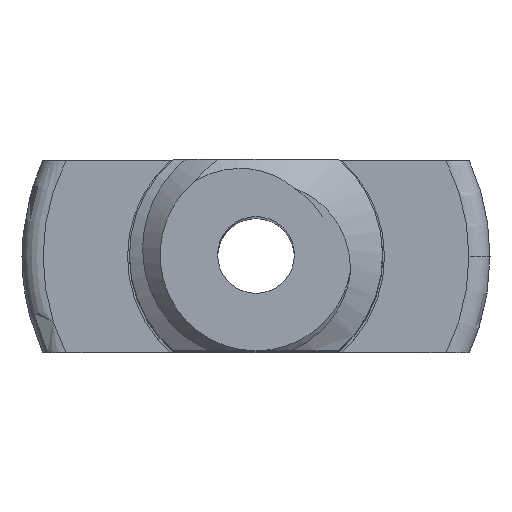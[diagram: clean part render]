
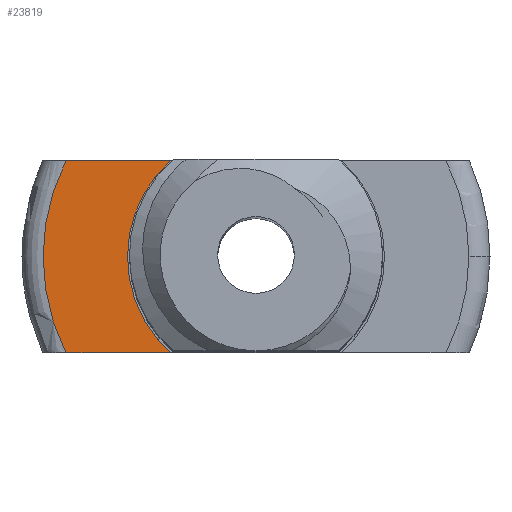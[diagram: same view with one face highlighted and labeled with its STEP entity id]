
A CAD part, top view. The second image highlights one B-rep face of the part: STEP entity #23819.
In plain terms, the highlighted planar face has unit normal (0, 0, 1).
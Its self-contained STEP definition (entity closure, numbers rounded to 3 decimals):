
#5492 = PLANE('',#5493);
#5493 = AXIS2_PLACEMENT_3D('',#5494,#5495,#5496);
#5494 = CARTESIAN_POINT('',(12.5,-2.5,44.286));
#5495 = DIRECTION('',(0.,1.,0.));
#5496 = DIRECTION('',(-1.,0.,0.));
#6281 = PLANE('',#6282);
#6282 = AXIS2_PLACEMENT_3D('',#6283,#6284,#6285);
#6283 = CARTESIAN_POINT('',(-12.5,2.5,44.286));
#6284 = DIRECTION('',(0.,-1.,0.));
#6285 = DIRECTION('',(1.,0.,0.));
#8705 = VERTEX_POINT('',#8706);
#8706 = CARTESIAN_POINT('',(-4.955,-2.5,0.));
#8758 = TOROIDAL_SURFACE('',#8759,5.55,0.55);
#8759 = AXIS2_PLACEMENT_3D('',#8760,#8761,#8762);
#8760 = CARTESIAN_POINT('',(0.,0.,-0.55)
  );
#8761 = DIRECTION('',(0.,0.,1.));
#8762 = DIRECTION('',(1.,0.,0.));
#8789 = EDGE_CURVE('',#8790,#8705,#8792,.T.);
#8790 = VERTEX_POINT('',#8791);
#8791 = CARTESIAN_POINT('',(-2.23,-2.5,0.));
#8792 = SURFACE_CURVE('',#8793,(#8797,#8804),.PCURVE_S1.);
#8793 = LINE('',#8794,#8795);
#8794 = CARTESIAN_POINT('',(6.25,-2.5,0.));
#8795 = VECTOR('',#8796,1.);
#8796 = DIRECTION('',(-1.,0.,0.));
#8797 = PCURVE('',#5492,#8798);
#8798 = DEFINITIONAL_REPRESENTATION('',(#8799),#8803);
#8799 = LINE('',#8800,#8801);
#8800 = CARTESIAN_POINT('',(6.25,-44.286));
#8801 = VECTOR('',#8802,1.);
#8802 = DIRECTION('',(1.,0.));
#8803 = ( GEOMETRIC_REPRESENTATION_CONTEXT(2) 
PARAMETRIC_REPRESENTATION_CONTEXT() REPRESENTATION_CONTEXT('2D SPACE',''
  ) );
#8804 = PCURVE('',#8805,#8810);
#8805 = PLANE('',#8806);
#8806 = AXIS2_PLACEMENT_3D('',#8807,#8808,#8809);
#8807 = CARTESIAN_POINT('',(0.,0.,
    0.));
#8808 = DIRECTION('',(0.,0.,-1.));
#8809 = DIRECTION('',(1.,0.,0.));
#8810 = DEFINITIONAL_REPRESENTATION('',(#8811),#8815);
#8811 = LINE('',#8812,#8813);
#8812 = CARTESIAN_POINT('',(6.25,2.5));
#8813 = VECTOR('',#8814,1.);
#8814 = DIRECTION('',(-1.,0.));
#8815 = ( GEOMETRIC_REPRESENTATION_CONTEXT(2) 
PARAMETRIC_REPRESENTATION_CONTEXT() REPRESENTATION_CONTEXT('2D SPACE',''
  ) );
#8831 = CYLINDRICAL_SURFACE('',#8832,3.35);
#8832 = AXIS2_PLACEMENT_3D('',#8833,#8834,#8835);
#8833 = CARTESIAN_POINT('',(0.,0.,1.8)
  );
#8834 = DIRECTION('',(0.,0.,-1.));
#8835 = DIRECTION('',(1.,0.,0.));
#21594 = VERTEX_POINT('',#21595);
#21595 = CARTESIAN_POINT('',(-2.23,2.5,0.));
#21616 = EDGE_CURVE('',#21617,#21594,#21619,.T.);
#21617 = VERTEX_POINT('',#21618);
#21618 = CARTESIAN_POINT('',(-4.955,2.5,0.));
#21619 = SURFACE_CURVE('',#21620,(#21624,#21631),.PCURVE_S1.);
#21620 = LINE('',#21621,#21622);
#21621 = CARTESIAN_POINT('',(-6.25,2.5,0.));
#21622 = VECTOR('',#21623,1.);
#21623 = DIRECTION('',(1.,0.,0.));
#21624 = PCURVE('',#6281,#21625);
#21625 = DEFINITIONAL_REPRESENTATION('',(#21626),#21630);
#21626 = LINE('',#21627,#21628);
#21627 = CARTESIAN_POINT('',(6.25,-44.286));
#21628 = VECTOR('',#21629,1.);
#21629 = DIRECTION('',(1.,0.));
#21630 = ( GEOMETRIC_REPRESENTATION_CONTEXT(2) 
PARAMETRIC_REPRESENTATION_CONTEXT() REPRESENTATION_CONTEXT('2D SPACE',''
  ) );
#21631 = PCURVE('',#8805,#21632);
#21632 = DEFINITIONAL_REPRESENTATION('',(#21633),#21637);
#21633 = LINE('',#21634,#21635);
#21634 = CARTESIAN_POINT('',(-6.25,-2.5));
#21635 = VECTOR('',#21636,1.);
#21636 = DIRECTION('',(1.,0.));
#21637 = ( GEOMETRIC_REPRESENTATION_CONTEXT(2) 
PARAMETRIC_REPRESENTATION_CONTEXT() REPRESENTATION_CONTEXT('2D SPACE',''
  ) );
#23351 = EDGE_CURVE('',#8790,#21594,#23352,.T.);
#23352 = SURFACE_CURVE('',#23353,(#23358,#23365),.PCURVE_S1.);
#23353 = CIRCLE('',#23354,3.35);
#23354 = AXIS2_PLACEMENT_3D('',#23355,#23356,#23357);
#23355 = CARTESIAN_POINT('',(0.,0.,
    0.));
#23356 = DIRECTION('',(0.,0.,-1.));
#23357 = DIRECTION('',(1.,0.,0.));
#23358 = PCURVE('',#8831,#23359);
#23359 = DEFINITIONAL_REPRESENTATION('',(#23360),#23364);
#23360 = LINE('',#23361,#23362);
#23361 = CARTESIAN_POINT('',(0.,1.8));
#23362 = VECTOR('',#23363,1.);
#23363 = DIRECTION('',(1.,0.));
#23364 = ( GEOMETRIC_REPRESENTATION_CONTEXT(2) 
PARAMETRIC_REPRESENTATION_CONTEXT() REPRESENTATION_CONTEXT('2D SPACE',''
  ) );
#23365 = PCURVE('',#8805,#23366);
#23366 = DEFINITIONAL_REPRESENTATION('',(#23367),#23371);
#23367 = CIRCLE('',#23368,3.35);
#23368 = AXIS2_PLACEMENT_2D('',#23369,#23370);
#23369 = CARTESIAN_POINT('',(0.,0.));
#23370 = DIRECTION('',(1.,0.));
#23371 = ( GEOMETRIC_REPRESENTATION_CONTEXT(2) 
PARAMETRIC_REPRESENTATION_CONTEXT() REPRESENTATION_CONTEXT('2D SPACE',''
  ) );
#23819 = ADVANCED_FACE('',(#23820),#8805,.F.);
#23820 = FACE_BOUND('',#23821,.T.);
#23821 = EDGE_LOOP('',(#23822,#23823,#23824,#23825));
#23822 = ORIENTED_EDGE('',*,*,#8789,.F.);
#23823 = ORIENTED_EDGE('',*,*,#23351,.T.);
#23824 = ORIENTED_EDGE('',*,*,#21616,.F.);
#23825 = ORIENTED_EDGE('',*,*,#23826,.F.);
#23826 = EDGE_CURVE('',#8705,#21617,#23827,.T.);
#23827 = SURFACE_CURVE('',#23828,(#23833,#23840),.PCURVE_S1.);
#23828 = CIRCLE('',#23829,5.55);
#23829 = AXIS2_PLACEMENT_3D('',#23830,#23831,#23832);
#23830 = CARTESIAN_POINT('',(0.,0.,
    0.));
#23831 = DIRECTION('',(0.,0.,-1.));
#23832 = DIRECTION('',(1.,0.,0.));
#23833 = PCURVE('',#8805,#23834);
#23834 = DEFINITIONAL_REPRESENTATION('',(#23835),#23839);
#23835 = CIRCLE('',#23836,5.55);
#23836 = AXIS2_PLACEMENT_2D('',#23837,#23838);
#23837 = CARTESIAN_POINT('',(0.,0.));
#23838 = DIRECTION('',(1.,0.));
#23839 = ( GEOMETRIC_REPRESENTATION_CONTEXT(2) 
PARAMETRIC_REPRESENTATION_CONTEXT() REPRESENTATION_CONTEXT('2D SPACE',''
  ) );
#23840 = PCURVE('',#8758,#23841);
#23841 = DEFINITIONAL_REPRESENTATION('',(#23842),#23846);
#23842 = LINE('',#23843,#23844);
#23843 = CARTESIAN_POINT('',(0.,7.854));
#23844 = VECTOR('',#23845,1.);
#23845 = DIRECTION('',(-1.,0.));
#23846 = ( GEOMETRIC_REPRESENTATION_CONTEXT(2) 
PARAMETRIC_REPRESENTATION_CONTEXT() REPRESENTATION_CONTEXT('2D SPACE',''
  ) );
